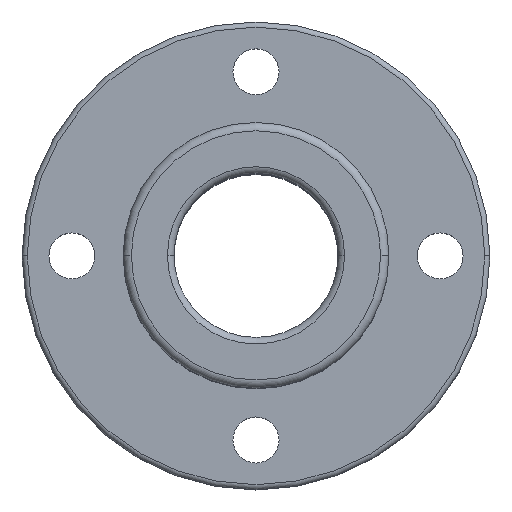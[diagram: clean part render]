
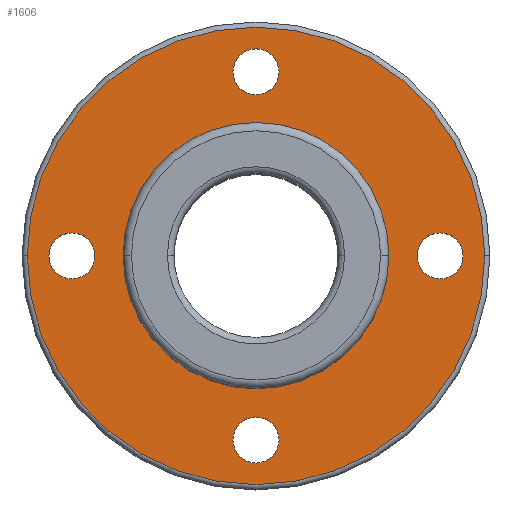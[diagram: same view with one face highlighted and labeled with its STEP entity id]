
A CAD part, top view. The second image highlights one B-rep face of the part: STEP entity #1606.
In plain terms, the highlighted planar face has unit normal (0, 0, 1).
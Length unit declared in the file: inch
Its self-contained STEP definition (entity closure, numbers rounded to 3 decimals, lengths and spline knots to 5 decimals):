
#7 = DIRECTION ( 'NONE',  ( 0., -1., 0. ) ) ;
#67 = DIRECTION ( 'NONE',  ( 1., 0., 0. ) ) ;
#88 = CARTESIAN_POINT ( 'NONE',  ( 0., 0.70865, 0.349 ) ) ;
#99 = FACE_BOUND ( 'NONE', #1263, .T. ) ;
#111 = EDGE_CURVE ( 'NONE', #1545, #1989, #705, .T. ) ;
#166 = CARTESIAN_POINT ( 'NONE',  ( -0.5116, 0., 0.349 ) ) ;
#171 = AXIS2_PLACEMENT_3D ( 'NONE', #1047, #210, #7 ) ;
#205 = CIRCLE ( 'NONE', #1094, 0.0886 ) ;
#210 = DIRECTION ( 'NONE',  ( 0., 0., -1. ) ) ;
#216 = AXIS2_PLACEMENT_3D ( 'NONE', #610, #580, #1620 ) ;
#226 = DIRECTION ( 'NONE',  ( 1., 0., 0. ) ) ;
#233 = CARTESIAN_POINT ( 'NONE',  ( 0., 0., 0.349 ) ) ;
#246 = DIRECTION ( 'NONE',  ( -1., 0., 0. ) ) ;
#272 = EDGE_CURVE ( 'NONE', #1509, #1803, #597, .T. ) ;
#301 = ORIENTED_EDGE ( 'NONE', *, *, #1224, .T. ) ;
#356 = AXIS2_PLACEMENT_3D ( 'NONE', #2102, #1799, #571 ) ;
#384 = VERTEX_POINT ( 'NONE', #1549 ) ;
#405 = FACE_BOUND ( 'NONE', #869, .T. ) ;
#414 = DIRECTION ( 'NONE',  ( 1., 0., 0. ) ) ;
#435 = CARTESIAN_POINT ( 'NONE',  ( 0., -0.70865, 0.349 ) ) ;
#436 = EDGE_CURVE ( 'NONE', #1298, #384, #1033, .T. ) ;
#488 = DIRECTION ( 'NONE',  ( 1., 0., 0. ) ) ;
#493 = CARTESIAN_POINT ( 'NONE',  ( 0.5116, 0., 0.349 ) ) ;
#510 = EDGE_CURVE ( 'NONE', #1517, #1762, #851, .T. ) ;
#536 = DIRECTION ( 'NONE',  ( 0., 0., -1. ) ) ;
#545 = CARTESIAN_POINT ( 'NONE',  ( -0.70865, -0.0886, 0.349 ) ) ;
#552 = CARTESIAN_POINT ( 'NONE',  ( 0.0886, -0.70865, 0.349 ) ) ;
#571 = DIRECTION ( 'NONE',  ( 0., 1., 0. ) ) ;
#580 = DIRECTION ( 'NONE',  ( 0., 0., -1. ) ) ;
#582 = DIRECTION ( 'NONE',  ( 0., 0., -1. ) ) ;
#597 = CIRCLE ( 'NONE', #672, 0.0886 ) ;
#610 = CARTESIAN_POINT ( 'NONE',  ( 0., -0.70865, 0.349 ) ) ;
#648 = EDGE_CURVE ( 'NONE', #1803, #1509, #1068, .T. ) ;
#672 = AXIS2_PLACEMENT_3D ( 'NONE', #1629, #1807, #1279 ) ;
#673 = EDGE_CURVE ( 'NONE', #1989, #1545, #1565, .T. ) ;
#689 = ORIENTED_EDGE ( 'NONE', *, *, #111, .F. ) ;
#694 = ORIENTED_EDGE ( 'NONE', *, *, #673, .F. ) ;
#705 = CIRCLE ( 'NONE', #1177, 0.5116 ) ;
#718 = CARTESIAN_POINT ( 'NONE',  ( 0.88051, 0., 0.349 ) ) ;
#730 = PLANE ( 'NONE',  #2032 ) ;
#742 = ORIENTED_EDGE ( 'NONE', *, *, #510, .T. ) ;
#775 = ORIENTED_EDGE ( 'NONE', *, *, #436, .T. ) ;
#777 = FACE_BOUND ( 'NONE', #1644, .T. ) ;
#824 = AXIS2_PLACEMENT_3D ( 'NONE', #233, #1589, #1786 ) ;
#829 = CARTESIAN_POINT ( 'NONE',  ( 0.70865, -0.0886, 0.349 ) ) ;
#851 = CIRCLE ( 'NONE', #216, 0.0886 ) ;
#864 = ORIENTED_EDGE ( 'NONE', *, *, #648, .T. ) ;
#869 = EDGE_LOOP ( 'NONE', ( #2049, #1733 ) ) ;
#871 = DIRECTION ( 'NONE',  ( 0., -1., 0. ) ) ;
#886 = DIRECTION ( 'NONE',  ( 0., 0., 1. ) ) ;
#892 = AXIS2_PLACEMENT_3D ( 'NONE', #435, #582, #226 ) ;
#904 = DIRECTION ( 'NONE',  ( 0., 0., -1. ) ) ;
#974 = ORIENTED_EDGE ( 'NONE', *, *, #272, .T. ) ;
#1033 = CIRCLE ( 'NONE', #1748, 0.88051 ) ;
#1047 = CARTESIAN_POINT ( 'NONE',  ( -0.70865, 0., 0.349 ) ) ;
#1068 = CIRCLE ( 'NONE', #356, 0.0886 ) ;
#1088 = VERTEX_POINT ( 'NONE', #1707 ) ;
#1094 = AXIS2_PLACEMENT_3D ( 'NONE', #1440, #904, #1916 ) ;
#1117 = EDGE_LOOP ( 'NONE', ( #775, #1340 ) ) ;
#1131 = VERTEX_POINT ( 'NONE', #1729 ) ;
#1132 = CIRCLE ( 'NONE', #1588, 0.0886 ) ;
#1159 = EDGE_LOOP ( 'NONE', ( #742, #1782 ) ) ;
#1177 = AXIS2_PLACEMENT_3D ( 'NONE', #2056, #2046, #414 ) ;
#1218 = VERTEX_POINT ( 'NONE', #545 ) ;
#1224 = EDGE_CURVE ( 'NONE', #1274, #1088, #1464, .T. ) ;
#1227 = DIRECTION ( 'NONE',  ( 0., 0., -1. ) ) ;
#1263 = EDGE_LOOP ( 'NONE', ( #301, #1526 ) ) ;
#1274 = VERTEX_POINT ( 'NONE', #1759 ) ;
#1279 = DIRECTION ( 'NONE',  ( 0., 1., 0. ) ) ;
#1293 = EDGE_LOOP ( 'NONE', ( #689, #694 ) ) ;
#1298 = VERTEX_POINT ( 'NONE', #718 ) ;
#1310 = CIRCLE ( 'NONE', #171, 0.0886 ) ;
#1340 = ORIENTED_EDGE ( 'NONE', *, *, #1654, .T. ) ;
#1434 = FACE_OUTER_BOUND ( 'NONE', #1117, .T. ) ;
#1440 = CARTESIAN_POINT ( 'NONE',  ( 0., 0.70865, 0.349 ) ) ;
#1444 = FACE_BOUND ( 'NONE', #1293, .T. ) ;
#1464 = CIRCLE ( 'NONE', #2177, 0.0886 ) ;
#1466 = CIRCLE ( 'NONE', #892, 0.0886 ) ;
#1509 = VERTEX_POINT ( 'NONE', #829 ) ;
#1517 = VERTEX_POINT ( 'NONE', #552 ) ;
#1526 = ORIENTED_EDGE ( 'NONE', *, *, #2078, .T. ) ;
#1545 = VERTEX_POINT ( 'NONE', #493 ) ;
#1549 = CARTESIAN_POINT ( 'NONE',  ( -0.88051, 0., 0.349 ) ) ;
#1565 = CIRCLE ( 'NONE', #1823, 0.5116 ) ;
#1588 = AXIS2_PLACEMENT_3D ( 'NONE', #1700, #1227, #871 ) ;
#1589 = DIRECTION ( 'NONE',  ( 0., 0., 1. ) ) ;
#1606 = ADVANCED_FACE ( 'NONE', ( #777, #2112, #405, #99, #1434, #1444 ), #730, .F. ) ;
#1615 = EDGE_CURVE ( 'NONE', #1762, #1517, #1466, .T. ) ;
#1620 = DIRECTION ( 'NONE',  ( 1., 0., 0. ) ) ;
#1629 = CARTESIAN_POINT ( 'NONE',  ( 0.70865, 0., 0.349 ) ) ;
#1632 = DIRECTION ( 'NONE',  ( -1., 0., 0. ) ) ;
#1644 = EDGE_LOOP ( 'NONE', ( #864, #974 ) ) ;
#1654 = EDGE_CURVE ( 'NONE', #384, #1298, #2179, .T. ) ;
#1700 = CARTESIAN_POINT ( 'NONE',  ( -0.70865, 0., 0.349 ) ) ;
#1707 = CARTESIAN_POINT ( 'NONE',  ( 0.0886, 0.70865, 0.349 ) ) ;
#1729 = CARTESIAN_POINT ( 'NONE',  ( -0.70865, 0.0886, 0.349 ) ) ;
#1733 = ORIENTED_EDGE ( 'NONE', *, *, #1957, .T. ) ;
#1748 = AXIS2_PLACEMENT_3D ( 'NONE', #1910, #886, #67 ) ;
#1759 = CARTESIAN_POINT ( 'NONE',  ( -0.0886, 0.70865, 0.349 ) ) ;
#1762 = VERTEX_POINT ( 'NONE', #1824 ) ;
#1782 = ORIENTED_EDGE ( 'NONE', *, *, #1615, .T. ) ;
#1786 = DIRECTION ( 'NONE',  ( 1., 0., 0. ) ) ;
#1799 = DIRECTION ( 'NONE',  ( 0., 0., -1. ) ) ;
#1803 = VERTEX_POINT ( 'NONE', #1835 ) ;
#1807 = DIRECTION ( 'NONE',  ( 0., 0., -1. ) ) ;
#1823 = AXIS2_PLACEMENT_3D ( 'NONE', #2015, #1844, #488 ) ;
#1824 = CARTESIAN_POINT ( 'NONE',  ( -0.0886, -0.70865, 0.349 ) ) ;
#1835 = CARTESIAN_POINT ( 'NONE',  ( 0.70865, 0.0886, 0.349 ) ) ;
#1844 = DIRECTION ( 'NONE',  ( 0., 0., 1. ) ) ;
#1910 = CARTESIAN_POINT ( 'NONE',  ( 0., 0., 0.349 ) ) ;
#1916 = DIRECTION ( 'NONE',  ( -1., 0., 0. ) ) ;
#1957 = EDGE_CURVE ( 'NONE', #1131, #1218, #1132, .T. ) ;
#1963 = CARTESIAN_POINT ( 'NONE',  ( 0., 0., 0.349 ) ) ;
#1989 = VERTEX_POINT ( 'NONE', #166 ) ;
#2015 = CARTESIAN_POINT ( 'NONE',  ( 0., 0., 0.349 ) ) ;
#2032 = AXIS2_PLACEMENT_3D ( 'NONE', #1963, #2124, #1632 ) ;
#2040 = EDGE_CURVE ( 'NONE', #1218, #1131, #1310, .T. ) ;
#2046 = DIRECTION ( 'NONE',  ( 0., 0., 1. ) ) ;
#2049 = ORIENTED_EDGE ( 'NONE', *, *, #2040, .T. ) ;
#2056 = CARTESIAN_POINT ( 'NONE',  ( 0., 0., 0.349 ) ) ;
#2078 = EDGE_CURVE ( 'NONE', #1088, #1274, #205, .T. ) ;
#2102 = CARTESIAN_POINT ( 'NONE',  ( 0.70865, 0., 0.349 ) ) ;
#2112 = FACE_BOUND ( 'NONE', #1159, .T. ) ;
#2124 = DIRECTION ( 'NONE',  ( 0., 0., -1. ) ) ;
#2177 = AXIS2_PLACEMENT_3D ( 'NONE', #88, #536, #246 ) ;
#2179 = CIRCLE ( 'NONE', #824, 0.88051 ) ;
